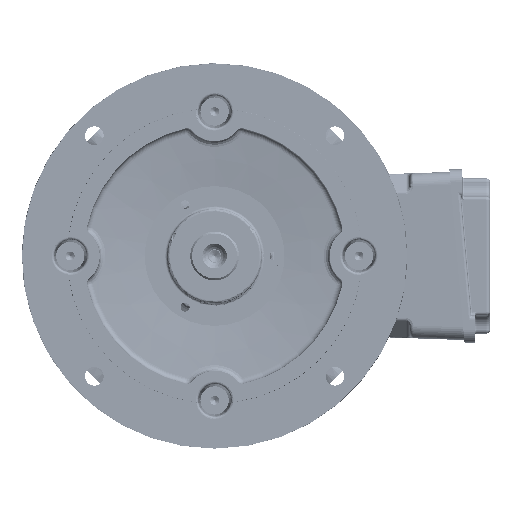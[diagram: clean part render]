
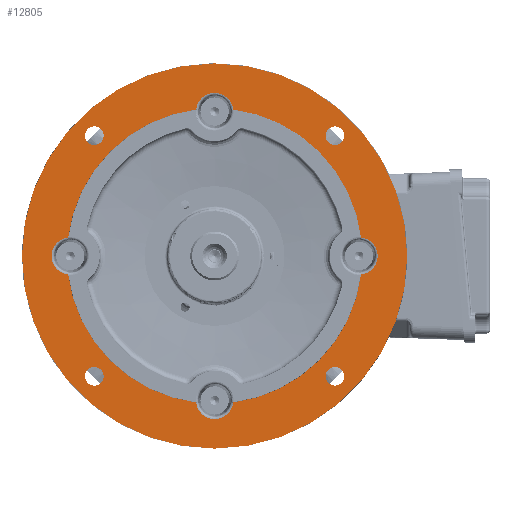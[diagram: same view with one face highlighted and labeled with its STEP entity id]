
A CAD part, left-side view. The second image highlights one B-rep face of the part: STEP entity #12805.
In plain terms, the highlighted planar face has unit normal (-1, 0, 0).
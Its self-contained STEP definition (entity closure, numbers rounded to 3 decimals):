
#12805 = ADVANCED_FACE( '', ( #28726, #28727, #28728, #28729, #28730, #28731 ), #28732, .T. );
#28726 = FACE_BOUND( '', #125013, .T. );
#28727 = FACE_BOUND( '', #125014, .T. );
#28728 = FACE_BOUND( '', #125015, .T. );
#28729 = FACE_BOUND( '', #125016, .T. );
#28730 = FACE_OUTER_BOUND( '', #125017, .T. );
#28731 = FACE_BOUND( '', #125018, .T. );
#28732 = PLANE( '', #125019 );
#125013 = EDGE_LOOP( '', ( #219141 ) );
#125014 = EDGE_LOOP( '', ( #219142 ) );
#125015 = EDGE_LOOP( '', ( #219143 ) );
#125016 = EDGE_LOOP( '', ( #219144 ) );
#125017 = EDGE_LOOP( '', ( #219145 ) );
#125018 = EDGE_LOOP( '', ( #219146, #219147, #219148, #219149, #219150, #219151, #219152, #219153 ) );
#125019 = AXIS2_PLACEMENT_3D( '', #219154, #219155, #219156 );
#219141 = ORIENTED_EDGE( '', *, *, #241745, .F. );
#219142 = ORIENTED_EDGE( '', *, *, #247074, .F. );
#219143 = ORIENTED_EDGE( '', *, *, #254179, .F. );
#219144 = ORIENTED_EDGE( '', *, *, #254180, .F. );
#219145 = ORIENTED_EDGE( '', *, *, #238241, .T. );
#219146 = ORIENTED_EDGE( '', *, *, #251490, .F. );
#219147 = ORIENTED_EDGE( '', *, *, #249657, .T. );
#219148 = ORIENTED_EDGE( '', *, *, #254181, .F. );
#219149 = ORIENTED_EDGE( '', *, *, #254080, .T. );
#219150 = ORIENTED_EDGE( '', *, *, #246303, .F. );
#219151 = ORIENTED_EDGE( '', *, *, #253077, .T. );
#219152 = ORIENTED_EDGE( '', *, *, #239191, .F. );
#219153 = ORIENTED_EDGE( '', *, *, #245683, .T. );
#219154 = CARTESIAN_POINT( '', ( -178., 0., -115. ) );
#219155 = DIRECTION( '', ( -1., 0., 0. ) );
#219156 = DIRECTION( '', ( 0., 0., -1. ) );
#238241 = EDGE_CURVE( '', #259101, #259101, #259102, .T. );
#239191 = EDGE_CURVE( '', #260800, #260802, #260803, .T. );
#241745 = EDGE_CURVE( '', #265203, #265203, #265204, .T. );
#245683 = EDGE_CURVE( '', #260800, #271492, #271494, .F. );
#246303 = EDGE_CURVE( '', #272462, #272464, #272465, .T. );
#247074 = EDGE_CURVE( '', #273647, #273647, #273648, .T. );
#249657 = EDGE_CURVE( '', #277559, #277561, #277563, .F. );
#251490 = EDGE_CURVE( '', #277559, #271492, #280035, .T. );
#253077 = EDGE_CURVE( '', #272462, #260802, #282234, .F. );
#254080 = EDGE_CURVE( '', #283422, #272464, #283425, .F. );
#254179 = EDGE_CURVE( '', #283545, #283545, #283546, .T. );
#254180 = EDGE_CURVE( '', #283547, #283547, #283548, .T. );
#254181 = EDGE_CURVE( '', #283422, #277561, #283549, .T. );
#259101 = VERTEX_POINT( '', #289654 );
#259102 = CIRCLE( '', #289655, 150. );
#260800 = VERTEX_POINT( '', #295966 );
#260802 = VERTEX_POINT( '', #295983 );
#260803 = CIRCLE( '', #295984, 115. );
#265203 = VERTEX_POINT( '', #312043 );
#265204 = CIRCLE( '', #312044, 7.25 );
#271492 = VERTEX_POINT( '', #335434 );
#271494 = CIRCLE( '', #335451, 14.495 );
#272462 = VERTEX_POINT( '', #338867 );
#272464 = VERTEX_POINT( '', #338884 );
#272465 = CIRCLE( '', #338885, 115. );
#273647 = VERTEX_POINT( '', #343226 );
#273648 = CIRCLE( '', #343227, 7.25 );
#277559 = VERTEX_POINT( '', #354149 );
#277561 = VERTEX_POINT( '', #354166 );
#277563 = CIRCLE( '', #354183, 14.495 );
#280035 = CIRCLE( '', #365143, 115. );
#282234 = CIRCLE( '', #371924, 14.495 );
#283422 = VERTEX_POINT( '', #378477 );
#283425 = CIRCLE( '', #378495, 14.495 );
#283545 = VERTEX_POINT( '', #378922 );
#283546 = CIRCLE( '', #378923, 7.25 );
#283547 = VERTEX_POINT( '', #378924 );
#283548 = CIRCLE( '', #378925, 7.25 );
#283549 = CIRCLE( '', #378926, 115. );
#289654 = CARTESIAN_POINT( '', ( -178., 0., -150. ) );
#289655 = AXIS2_PLACEMENT_3D( '', #397555, #397556, #397557 );
#295966 = CARTESIAN_POINT( '', ( -178., 14.407, 114.094 ) );
#295983 = CARTESIAN_POINT( '', ( -178., 114.094, 14.407 ) );
#295984 = AXIS2_PLACEMENT_3D( '', #398784, #398785, #398786 );
#312043 = CARTESIAN_POINT( '', ( -178., 93.692, -100.942 ) );
#312044 = AXIS2_PLACEMENT_3D( '', #401968, #401969, #401970 );
#335434 = CARTESIAN_POINT( '', ( -178., -14.407, 114.094 ) );
#335451 = AXIS2_PLACEMENT_3D( '', #406755, #406756, #406757 );
#338867 = CARTESIAN_POINT( '', ( -178., 114.094, -14.407 ) );
#338884 = CARTESIAN_POINT( '', ( -178., 14.407, -114.094 ) );
#338885 = AXIS2_PLACEMENT_3D( '', #407498, #407499, #407500 );
#343226 = CARTESIAN_POINT( '', ( -178., -93.692, -100.942 ) );
#343227 = AXIS2_PLACEMENT_3D( '', #408466, #408467, #408468 );
#354149 = CARTESIAN_POINT( '', ( -178., -114.094, 14.407 ) );
#354166 = CARTESIAN_POINT( '', ( -178., -114.094, -14.407 ) );
#354183 = AXIS2_PLACEMENT_3D( '', #412404, #412405, #412406 );
#365143 = AXIS2_PLACEMENT_3D( '', #414435, #414436, #414437 );
#371924 = AXIS2_PLACEMENT_3D( '', #416828, #416829, #416830 );
#378477 = CARTESIAN_POINT( '', ( -178., -14.407, -114.094 ) );
#378495 = AXIS2_PLACEMENT_3D( '', #417776, #417777, #417778 );
#378922 = CARTESIAN_POINT( '', ( -178., -93.692, 86.442 ) );
#378923 = AXIS2_PLACEMENT_3D( '', #417878, #417879, #417880 );
#378924 = CARTESIAN_POINT( '', ( -178., 93.692, 86.442 ) );
#378925 = AXIS2_PLACEMENT_3D( '', #417881, #417882, #417883 );
#378926 = AXIS2_PLACEMENT_3D( '', #417884, #417885, #417886 );
#397555 = CARTESIAN_POINT( '', ( -178., 0., 0. ) );
#397556 = DIRECTION( '', ( -1., 0., 0. ) );
#397557 = DIRECTION( '', ( 0., 0., -1. ) );
#398784 = CARTESIAN_POINT( '', ( -178., 0., 0. ) );
#398785 = DIRECTION( '', ( -1., 0., 0. ) );
#398786 = DIRECTION( '', ( 0., 0., -1. ) );
#401968 = CARTESIAN_POINT( '', ( -178., 93.692, -93.692 ) );
#401969 = DIRECTION( '', ( -1., 0., 0. ) );
#401970 = DIRECTION( '', ( 0., 0., -1. ) );
#406755 = CARTESIAN_POINT( '', ( -178., 0., 112.5 ) );
#406756 = DIRECTION( '', ( -1., 0., 0. ) );
#406757 = DIRECTION( '', ( 0., 0., -1. ) );
#407498 = CARTESIAN_POINT( '', ( -178., 0., 0. ) );
#407499 = DIRECTION( '', ( -1., 0., 0. ) );
#407500 = DIRECTION( '', ( 0., 0., -1. ) );
#408466 = CARTESIAN_POINT( '', ( -178., -93.692, -93.692 ) );
#408467 = DIRECTION( '', ( -1., 0., 0. ) );
#408468 = DIRECTION( '', ( 0., 0., -1. ) );
#412404 = CARTESIAN_POINT( '', ( -178., -112.5, 0. ) );
#412405 = DIRECTION( '', ( -1., 0., 0. ) );
#412406 = DIRECTION( '', ( 0., 0., -1. ) );
#414435 = CARTESIAN_POINT( '', ( -178., 0., 0. ) );
#414436 = DIRECTION( '', ( -1., 0., 0. ) );
#414437 = DIRECTION( '', ( 0., 0., -1. ) );
#416828 = CARTESIAN_POINT( '', ( -178., 112.5, 0. ) );
#416829 = DIRECTION( '', ( -1., 0., 0. ) );
#416830 = DIRECTION( '', ( 0., 0., -1. ) );
#417776 = CARTESIAN_POINT( '', ( -178., 0., -112.5 ) );
#417777 = DIRECTION( '', ( -1., 0., 0. ) );
#417778 = DIRECTION( '', ( 0., 0., -1. ) );
#417878 = CARTESIAN_POINT( '', ( -178., -93.692, 93.692 ) );
#417879 = DIRECTION( '', ( -1., 0., 0. ) );
#417880 = DIRECTION( '', ( 0., 0., -1. ) );
#417881 = CARTESIAN_POINT( '', ( -178., 93.692, 93.692 ) );
#417882 = DIRECTION( '', ( -1., 0., 0. ) );
#417883 = DIRECTION( '', ( 0., 0., -1. ) );
#417884 = CARTESIAN_POINT( '', ( -178., 0., 0. ) );
#417885 = DIRECTION( '', ( -1., 0., 0. ) );
#417886 = DIRECTION( '', ( 0., 0., -1. ) );
